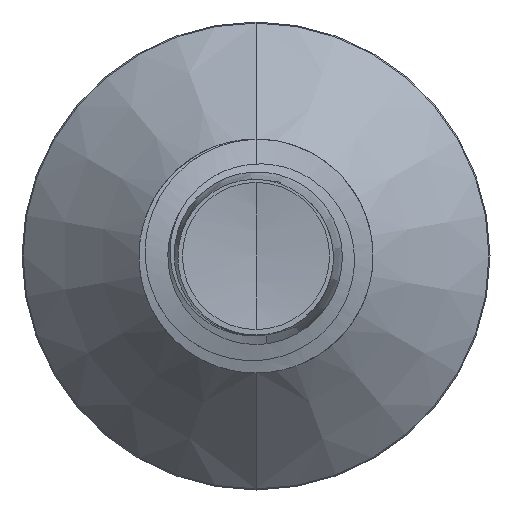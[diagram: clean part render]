
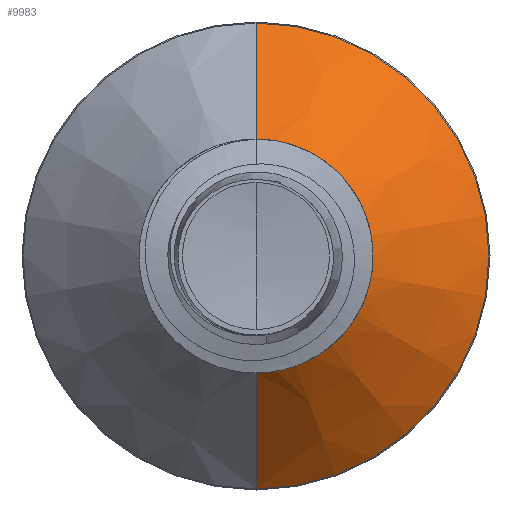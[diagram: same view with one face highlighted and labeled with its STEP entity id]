
A CAD part, front view. The second image highlights one B-rep face of the part: STEP entity #9983.
In plain terms, the highlighted conical face has half-angle 45 degrees and reference radius 0.996 mm.
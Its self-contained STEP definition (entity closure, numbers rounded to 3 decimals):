
#158 = AXIS2_PLACEMENT_3D ( 'NONE', #587, #9321, #1979 ) ;
#470 = VERTEX_POINT ( 'NONE', #9099 ) ;
#587 = CARTESIAN_POINT ( 'NONE',  ( 0., 4.141, 0. ) ) ;
#932 = VERTEX_POINT ( 'NONE', #2584 ) ;
#1717 = DIRECTION ( 'NONE',  ( 0., 0.707, -0.707 ) ) ;
#1725 = CIRCLE ( 'NONE', #6492, 0.996 ) ;
#1858 = VERTEX_POINT ( 'NONE', #9074 ) ;
#1979 = DIRECTION ( 'NONE',  ( 0., 0., 1. ) ) ;
#2212 = CIRCLE ( 'NONE', #158, 1.991 ) ;
#2584 = CARTESIAN_POINT ( 'NONE',  ( 0., 4.141, 1.991 ) ) ;
#2790 = ORIENTED_EDGE ( 'NONE', *, *, #10026, .F. ) ;
#3615 = CARTESIAN_POINT ( 'NONE',  ( 0., 3.146, 0. ) ) ;
#3785 = DIRECTION ( 'NONE',  ( 0., 0.707, 0.707 ) ) ;
#4195 = VECTOR ( 'NONE', #3785, 1000. ) ;
#4896 = DIRECTION ( 'NONE',  ( 0., 0., 1. ) ) ;
#6492 = AXIS2_PLACEMENT_3D ( 'NONE', #3615, #11361, #4896 ) ;
#7411 = LINE ( 'NONE', #11503, #4195 ) ;
#8097 = CARTESIAN_POINT ( 'NONE',  ( 0., 3.146, -0.996 ) ) ;
#9074 = CARTESIAN_POINT ( 'NONE',  ( 0., 3.146, 0.996 ) ) ;
#9099 = CARTESIAN_POINT ( 'NONE',  ( 0., 4.141, -1.991 ) ) ;
#9161 = ORIENTED_EDGE ( 'NONE', *, *, #9769, .F. ) ;
#9321 = DIRECTION ( 'NONE',  ( 0., 1., 0. ) ) ;
#9449 = DIRECTION ( 'NONE',  ( 0., 0., 1. ) ) ;
#9633 = EDGE_CURVE ( 'NONE', #11325, #470, #14446, .T. ) ;
#9769 = EDGE_CURVE ( 'NONE', #932, #470, #2212, .T. ) ;
#9855 = EDGE_CURVE ( 'NONE', #1858, #11325, #1725, .T. ) ;
#9864 = CONICAL_SURFACE ( 'NONE', #10692, 0.996, 0.785 ) ;
#9983 = ADVANCED_FACE ( 'NONE', ( #10483 ), #9864, .T. ) ;
#10026 = EDGE_CURVE ( 'NONE', #1858, #932, #7411, .T. ) ;
#10029 = VECTOR ( 'NONE', #1717, 1000. ) ;
#10483 = FACE_OUTER_BOUND ( 'NONE', #14683, .T. ) ;
#10692 = AXIS2_PLACEMENT_3D ( 'NONE', #12516, #13484, #9449 ) ;
#11325 = VERTEX_POINT ( 'NONE', #13825 ) ;
#11361 = DIRECTION ( 'NONE',  ( 0., 1., 0. ) ) ;
#11503 = CARTESIAN_POINT ( 'NONE',  ( 0., 3.146, 0.996 ) ) ;
#11785 = ORIENTED_EDGE ( 'NONE', *, *, #9633, .T. ) ;
#12516 = CARTESIAN_POINT ( 'NONE',  ( 0., 3.146, 0. ) ) ;
#13484 = DIRECTION ( 'NONE',  ( 0., 1., 0. ) ) ;
#13825 = CARTESIAN_POINT ( 'NONE',  ( 0., 3.146, -0.996 ) ) ;
#14446 = LINE ( 'NONE', #8097, #10029 ) ;
#14501 = ORIENTED_EDGE ( 'NONE', *, *, #9855, .T. ) ;
#14683 = EDGE_LOOP ( 'NONE', ( #14501, #11785, #9161, #2790 ) ) ;
